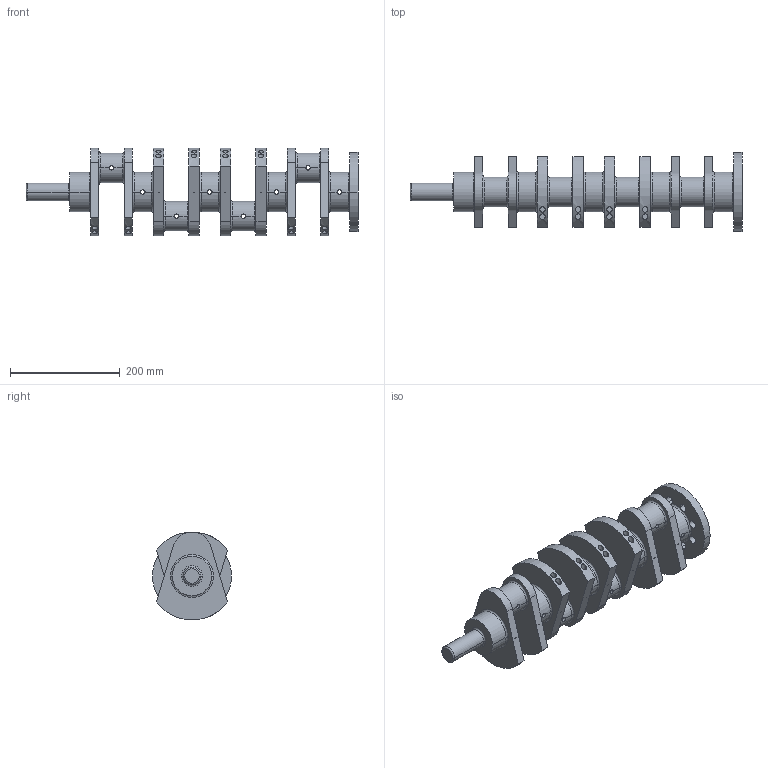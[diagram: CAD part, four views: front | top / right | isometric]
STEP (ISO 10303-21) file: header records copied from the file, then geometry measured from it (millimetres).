
FILE_DESCRIPTION(('CATIA V5 STEP Exchange'),'2;1');
FILE_NAME('arbore cotit ccmai.stp','2024-02-12T15:22:45+00:00',('none'),('none'),'CATIA Version 5 Release 21 GA (IN-10)','CATIA V5 STEP AP203','none');
FILE_SCHEMA(('CONFIG_CONTROL_DESIGN'));
Length unit declared in the file: millimetre
Products named in the file (1): CrackShaft
Bounding box: 605 x 144 x 159.74 mm (x, y, z)
Volume: 3324362.4 mm3; surface area: 406554.7 mm2
Topology: 1 solids, 1 shells, 192 faces, 470 edges, 290 vertices
Faces by surface type: cylinder 102, plane 52, torus 38
Entity records: 5772 total; most frequent: CARTESIAN_POINT 1681, ORIENTED_EDGE 940, DIRECTION 606, EDGE_CURVE 470, AXIS2_PLACEMENT_3D 337, VERTEX_POINT 290, EDGE_LOOP 234, CIRCLE 232
